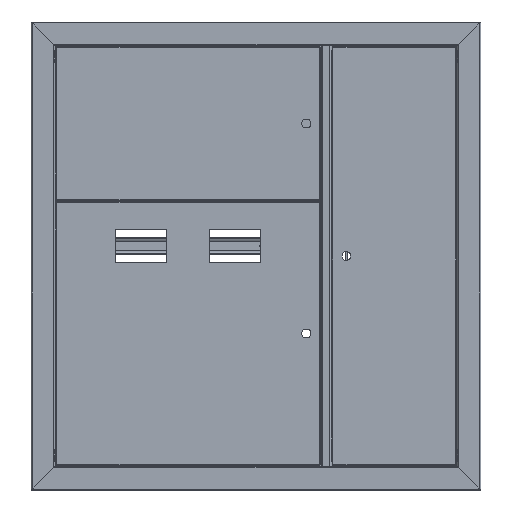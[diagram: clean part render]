
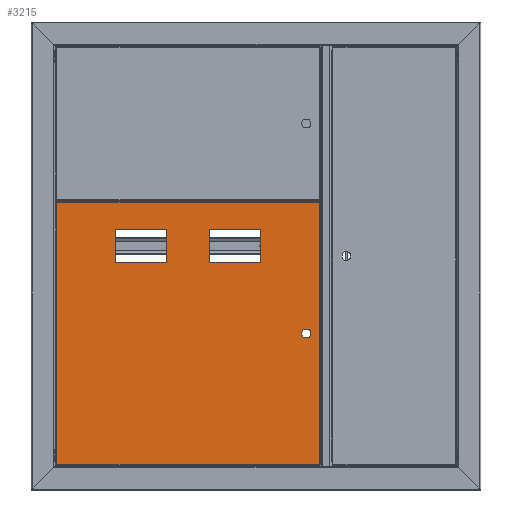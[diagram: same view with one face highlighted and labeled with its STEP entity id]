
A CAD part, top view. The second image highlights one B-rep face of the part: STEP entity #3215.
In plain terms, the highlighted planar face has unit normal (0, 0, 1).
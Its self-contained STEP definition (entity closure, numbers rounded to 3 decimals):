
#3215=ADVANCED_FACE('',(#7304,#7306,#7308,#7310),#7312,.T.);
#7304=FACE_BOUND('',#7305,.T.);
#7305=EDGE_LOOP('',(#17867,#17868,#17869,#17870));
#7306=FACE_BOUND('',#7307,.T.);
#7307=EDGE_LOOP('',(#17871,#17872,#17873,#17874));
#7308=FACE_BOUND('',#7309,.T.);
#7309=EDGE_LOOP('',(#17875,#17876,#17877,#17878));
#7310=FACE_BOUND('',#7311,.T.);
#7311=EDGE_LOOP('',(#17879,#17880,#17881,#17882));
#7312=PLANE('',#7313);
#7313=AXIS2_PLACEMENT_3D('',#7314,#7315,#7316);
#7314=CARTESIAN_POINT('',(0.,0.,0.));
#7315=DIRECTION('',(0.,0.,1.));
#7316=DIRECTION('',(1.,0.,0.));
#17867=ORIENTED_EDGE('',*,*,#23633,.T.);
#17868=ORIENTED_EDGE('',*,*,#23634,.T.);
#17869=ORIENTED_EDGE('',*,*,#23635,.T.);
#17870=ORIENTED_EDGE('',*,*,#23636,.T.);
#17871=ORIENTED_EDGE('',*,*,#23488,.T.);
#17872=ORIENTED_EDGE('',*,*,#23486,.T.);
#17873=ORIENTED_EDGE('',*,*,#23484,.T.);
#17874=ORIENTED_EDGE('',*,*,#23482,.T.);
#17875=ORIENTED_EDGE('',*,*,#23480,.T.);
#17876=ORIENTED_EDGE('',*,*,#23478,.T.);
#17877=ORIENTED_EDGE('',*,*,#23476,.T.);
#17878=ORIENTED_EDGE('',*,*,#23474,.T.);
#17879=ORIENTED_EDGE('',*,*,#23465,.T.);
#17880=ORIENTED_EDGE('',*,*,#23472,.T.);
#17881=ORIENTED_EDGE('',*,*,#23470,.T.);
#17882=ORIENTED_EDGE('',*,*,#23468,.T.);
#23465=EDGE_CURVE('',#26452,#26453,#26454,.F.);
#23468=EDGE_CURVE('',#26457,#26452,#26458,.F.);
#23470=EDGE_CURVE('',#26460,#26457,#26461,.F.);
#23472=EDGE_CURVE('',#26453,#26460,#26463,.F.);
#23474=EDGE_CURVE('',#26466,#26464,#26467,.F.);
#23476=EDGE_CURVE('',#26469,#26466,#26470,.F.);
#23478=EDGE_CURVE('',#26472,#26469,#26473,.F.);
#23480=EDGE_CURVE('',#26464,#26472,#26475,.F.);
#23482=EDGE_CURVE('',#26478,#26476,#26479,.F.);
#23484=EDGE_CURVE('',#26481,#26478,#26482,.F.);
#23486=EDGE_CURVE('',#26484,#26481,#26485,.F.);
#23488=EDGE_CURVE('',#26476,#26484,#26487,.F.);
#23633=EDGE_CURVE('',#26540,#26645,#26734,.T.);
#23634=EDGE_CURVE('',#26645,#26585,#26735,.T.);
#23635=EDGE_CURVE('',#26585,#26537,#26736,.T.);
#23636=EDGE_CURVE('',#26537,#26540,#26737,.T.);
#26452=VERTEX_POINT('',#31401);
#26453=VERTEX_POINT('',#31402);
#26454=CIRCLE('',#31403,9.75);
#26457=VERTEX_POINT('',#31413);
#26458=LINE('',#31414,#31415);
#26460=VERTEX_POINT('',#31420);
#26461=CIRCLE('',#31421,9.75);
#26463=LINE('',#31428,#31429);
#26464=VERTEX_POINT('',#31431);
#26466=VERTEX_POINT('',#31435);
#26467=LINE('',#31436,#31437);
#26469=VERTEX_POINT('',#31442);
#26470=LINE('',#31443,#31444);
#26472=VERTEX_POINT('',#31449);
#26473=LINE('',#31450,#31451);
#26475=LINE('',#31456,#31457);
#26476=VERTEX_POINT('',#31459);
#26478=VERTEX_POINT('',#31463);
#26479=LINE('',#31464,#31465);
#26481=VERTEX_POINT('',#31470);
#26482=LINE('',#31471,#31472);
#26484=VERTEX_POINT('',#31477);
#26485=LINE('',#31478,#31479);
#26487=LINE('',#31484,#31485);
#26537=VERTEX_POINT('',#31631);
#26540=VERTEX_POINT('',#31649);
#26585=VERTEX_POINT('',#31747);
#26645=VERTEX_POINT('',#31889);
#26734=LINE('',#32168,#32169);
#26735=LINE('',#32171,#32172);
#26736=LINE('',#32174,#32175);
#26737=LINE('',#32177,#32178);
#31401=CARTESIAN_POINT('',(112.276,-657.,0.));
#31402=CARTESIAN_POINT('',(112.276,-674.,0.));
#31403=AXIS2_PLACEMENT_3D('',#31404,#31405,#31406);
#31404=CARTESIAN_POINT('',(107.5,-665.5,0.));
#31405=DIRECTION('',(0.,0.,1.));
#31406=DIRECTION('',(0.49,-0.872,0.));
#31413=CARTESIAN_POINT('',(102.724,-657.,0.));
#31414=CARTESIAN_POINT('',(112.276,-657.,0.));
#31415=VECTOR('',#31416,1.);
#31416=DIRECTION('',(-1.,0.,0.));
#31420=CARTESIAN_POINT('',(102.724,-674.,0.));
#31421=AXIS2_PLACEMENT_3D('',#31422,#31423,#31424);
#31422=CARTESIAN_POINT('',(107.5,-665.5,0.));
#31423=DIRECTION('',(0.,0.,1.));
#31424=DIRECTION('',(-0.49,0.872,0.));
#31428=CARTESIAN_POINT('',(102.724,-674.,0.));
#31429=VECTOR('',#31430,1.);
#31430=DIRECTION('',(1.,0.,0.));
#31431=CARTESIAN_POINT('',(-100.3,-514.3,0.));
#31435=CARTESIAN_POINT('',(9.3,-514.3,0.));
#31436=CARTESIAN_POINT('',(-100.3,-514.3,0.));
#31437=VECTOR('',#31438,1.);
#31438=DIRECTION('',(1.,0.,0.));
#31442=CARTESIAN_POINT('',(9.3,-442.7,0.));
#31443=CARTESIAN_POINT('',(9.3,-514.3,0.));
#31444=VECTOR('',#31445,1.);
#31445=DIRECTION('',(0.,1.,0.));
#31449=CARTESIAN_POINT('',(-100.3,-442.7,0.));
#31450=CARTESIAN_POINT('',(9.3,-442.7,0.));
#31451=VECTOR('',#31452,1.);
#31452=DIRECTION('',(-1.,0.,0.));
#31456=CARTESIAN_POINT('',(-100.3,-442.7,0.));
#31457=VECTOR('',#31458,1.);
#31458=DIRECTION('',(0.,-1.,0.));
#31459=CARTESIAN_POINT('',(-190.7,-514.3,0.));
#31463=CARTESIAN_POINT('',(-190.7,-442.7,0.));
#31464=CARTESIAN_POINT('',(-190.7,-514.3,0.));
#31465=VECTOR('',#31466,1.);
#31466=DIRECTION('',(0.,1.,0.));
#31470=CARTESIAN_POINT('',(-300.3,-442.7,0.));
#31471=CARTESIAN_POINT('',(-190.7,-442.7,0.));
#31472=VECTOR('',#31473,1.);
#31473=DIRECTION('',(-1.,0.,0.));
#31477=CARTESIAN_POINT('',(-300.3,-514.3,0.));
#31478=CARTESIAN_POINT('',(-300.3,-442.7,0.));
#31479=VECTOR('',#31480,1.);
#31480=DIRECTION('',(0.,-1.,0.));
#31484=CARTESIAN_POINT('',(-300.3,-514.3,0.));
#31485=VECTOR('',#31486,1.);
#31486=DIRECTION('',(1.,0.,0.));
#31631=CARTESIAN_POINT('',(-425.5,-945.5,0.));
#31649=CARTESIAN_POINT('',(135.5,-945.5,0.));
#31747=CARTESIAN_POINT('',(-425.5,-385.5,0.));
#31889=CARTESIAN_POINT('',(135.5,-385.5,0.));
#32168=CARTESIAN_POINT('',(135.5,-945.5,0.));
#32169=VECTOR('',#32170,1.);
#32170=DIRECTION('',(0.,1.,0.));
#32171=CARTESIAN_POINT('',(135.5,-385.5,0.));
#32172=VECTOR('',#32173,1.);
#32173=DIRECTION('',(-1.,0.,0.));
#32174=CARTESIAN_POINT('',(-425.5,-385.5,0.));
#32175=VECTOR('',#32176,1.);
#32176=DIRECTION('',(0.,-1.,0.));
#32177=CARTESIAN_POINT('',(-425.5,-945.5,0.));
#32178=VECTOR('',#32179,1.);
#32179=DIRECTION('',(1.,0.,0.));
